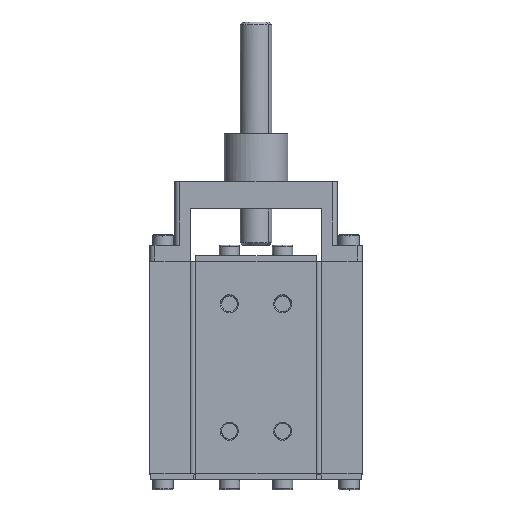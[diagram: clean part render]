
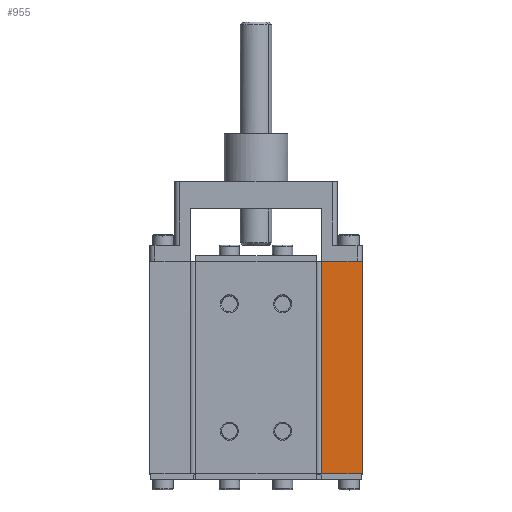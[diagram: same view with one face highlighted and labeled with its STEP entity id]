
A CAD part, top view. The second image highlights one B-rep face of the part: STEP entity #955.
In plain terms, the highlighted free-form (B-spline) face has degree [1, 1] with [2, 2] control points.
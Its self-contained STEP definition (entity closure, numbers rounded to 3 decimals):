
#255=B_SPLINE_SURFACE_WITH_KNOTS('',1,1,((#25029,#25030),(#25031,#25032)),
 .UNSPECIFIED.,.F.,.F.,.F.,(2,2),(2,2),(12.73,14.77),(31.41,40.89),
 .UNSPECIFIED.);
#277=B_SPLINE_SURFACE_WITH_KNOTS('',1,1,((#25117,#25118),(#25119,#25120)),
 .UNSPECIFIED.,.F.,.F.,.F.,(2,2),(2,2),(-16.07,1.57),(-44.12,4.12),
 .UNSPECIFIED.);
#298=B_SPLINE_SURFACE_WITH_KNOTS('',1,1,((#26265,#26266),(#26267,#26268)),
 .UNSPECIFIED.,.F.,.F.,.F.,(2,2),(2,2),(-5.12,55.12),(-10.87,4.37),
 .UNSPECIFIED.);
#300=B_SPLINE_SURFACE_WITH_KNOTS('',1,1,((#26273,#26274),(#26275,#26276)),
 .UNSPECIFIED.,.F.,.F.,.F.,(2,2),(2,2),(11.41,20.89),(-24.12,24.12),
 .UNSPECIFIED.);
#301=B_SPLINE_SURFACE_WITH_KNOTS('',1,1,((#26277,#26278),(#26279,#26280)),
 .UNSPECIFIED.,.F.,.F.,.F.,(2,2),(2,2),(-16.07,1.57),(-44.42,7.42),
 .UNSPECIFIED.);
#955=ADVANCED_FACE('',(#1437),#300,.T.);
#1437=FACE_OUTER_BOUND('',#1953,.T.);
#1953=EDGE_LOOP('',(#3923,#3924,#3925,#3926));
#3923=ORIENTED_EDGE('',*,*,#14823,.F.);
#3924=ORIENTED_EDGE('',*,*,#14582,.F.);
#3925=ORIENTED_EDGE('',*,*,#14825,.T.);
#3926=ORIENTED_EDGE('',*,*,#14497,.F.);
#5859=PCURVE('',#255,#8369);
#5979=PCURVE('',#277,#8489);
#6392=PCURVE('',#298,#8902);
#6433=PCURVE('',#300,#8943);
#6434=PCURVE('',#300,#8944);
#6435=PCURVE('',#300,#8945);
#6436=PCURVE('',#300,#8946);
#6437=PCURVE('',#301,#8947);
#8369=DEFINITIONAL_REPRESENTATION('',(#11001),#35877);
#8489=DEFINITIONAL_REPRESENTATION('',(#11159),#35877);
#8902=DEFINITIONAL_REPRESENTATION('',(#11674),#35877);
#8943=DEFINITIONAL_REPRESENTATION('',(#11696),#35877);
#8944=DEFINITIONAL_REPRESENTATION('',(#11697),#35877);
#8945=DEFINITIONAL_REPRESENTATION('',(#11699),#35877);
#8946=DEFINITIONAL_REPRESENTATION('',(#11700),#35877);
#8947=DEFINITIONAL_REPRESENTATION('',(#11701),#35877);
#11000=B_SPLINE_CURVE_WITH_KNOTS('',1,(#30339,#30340),.UNSPECIFIED.,.F.,
 .F.,(2,2),(0.,7.7),.UNSPECIFIED.);
#11001=B_SPLINE_CURVE_WITH_KNOTS('',1,(#30341,#30342),.UNSPECIFIED.,.F.,
 .F.,(2,2),(0.,7.7),.UNSPECIFIED.);
#11158=B_SPLINE_CURVE_WITH_KNOTS('',1,(#30842,#30843),.UNSPECIFIED.,.F.,
 .F.,(2,2),(0.,7.7),.UNSPECIFIED.);
#11159=B_SPLINE_CURVE_WITH_KNOTS('',1,(#30844,#30845),.UNSPECIFIED.,.F.,
 .F.,(2,2),(0.,7.7),.UNSPECIFIED.);
#11673=B_SPLINE_CURVE_WITH_KNOTS('',1,(#32833,#32834),.UNSPECIFIED.,.F.,
 .F.,(2,2),(-40.,0.),.UNSPECIFIED.);
#11674=B_SPLINE_CURVE_WITH_KNOTS('',1,(#32835,#32836),.UNSPECIFIED.,.F.,
 .F.,(2,2),(-40.,0.),.UNSPECIFIED.);
#11696=B_SPLINE_CURVE_WITH_KNOTS('',1,(#32979,#32980),.UNSPECIFIED.,.F.,
 .F.,(2,2),(-40.,0.),.UNSPECIFIED.);
#11697=B_SPLINE_CURVE_WITH_KNOTS('',1,(#32981,#32982),.UNSPECIFIED.,.F.,
 .F.,(2,2),(0.,7.7),.UNSPECIFIED.);
#11698=B_SPLINE_CURVE_WITH_KNOTS('',1,(#32983,#32984),.UNSPECIFIED.,.F.,
 .F.,(2,2),(-40.,0.),.UNSPECIFIED.);
#11699=B_SPLINE_CURVE_WITH_KNOTS('',1,(#32985,#32986),.UNSPECIFIED.,.F.,
 .F.,(2,2),(-40.,0.),.UNSPECIFIED.);
#11700=B_SPLINE_CURVE_WITH_KNOTS('',1,(#32987,#32988),.UNSPECIFIED.,.F.,
 .F.,(2,2),(0.,7.7),.UNSPECIFIED.);
#11701=B_SPLINE_CURVE_WITH_KNOTS('',1,(#32989,#32990),.UNSPECIFIED.,.F.,
 .F.,(2,2),(-40.,0.),.UNSPECIFIED.);
#13167=SURFACE_CURVE('',#11000,(#5859,#6436),.PCURVE_S1.);
#13252=SURFACE_CURVE('',#11158,(#5979,#6434),.PCURVE_S1.);
#13493=SURFACE_CURVE('',#11673,(#6392,#6433),.PCURVE_S1.);
#13495=SURFACE_CURVE('',#11698,(#6435,#6437),.PCURVE_S1.);
#14497=EDGE_CURVE('',#16629,#16630,#13167,.T.);
#14582=EDGE_CURVE('',#16693,#16694,#13252,.T.);
#14823=EDGE_CURVE('',#16694,#16629,#13493,.T.);
#14825=EDGE_CURVE('',#16693,#16630,#13495,.T.);
#16629=VERTEX_POINT('',#27854);
#16630=VERTEX_POINT('',#27855);
#16693=VERTEX_POINT('',#27918);
#16694=VERTEX_POINT('',#27919);
#25029=CARTESIAN_POINT('',(22.71,40.,7.23));
#25030=CARTESIAN_POINT('',(32.19,40.,7.23));
#25031=CARTESIAN_POINT('',(22.71,40.,9.27));
#25032=CARTESIAN_POINT('',(32.19,40.,9.27));
#25117=CARTESIAN_POINT('',(-12.82,0.,10.57));
#25118=CARTESIAN_POINT('',(35.42,0.,10.57));
#25119=CARTESIAN_POINT('',(-12.82,0.,-7.07));
#25120=CARTESIAN_POINT('',(35.42,0.,-7.07));
#26265=CARTESIAN_POINT('',(23.6,-5.12,10.37));
#26266=CARTESIAN_POINT('',(23.6,-5.12,-4.87));
#26267=CARTESIAN_POINT('',(23.6,55.12,10.37));
#26268=CARTESIAN_POINT('',(23.6,55.12,-4.87));
#26273=CARTESIAN_POINT('',(22.71,-4.12,9.));
#26274=CARTESIAN_POINT('',(22.71,44.12,9.));
#26275=CARTESIAN_POINT('',(32.19,-4.12,9.));
#26276=CARTESIAN_POINT('',(32.19,44.12,9.));
#26277=CARTESIAN_POINT('',(31.3,-4.42,10.57));
#26278=CARTESIAN_POINT('',(31.3,47.42,10.57));
#26279=CARTESIAN_POINT('',(31.3,-4.42,-7.07));
#26280=CARTESIAN_POINT('',(31.3,47.42,-7.07));
#27854=CARTESIAN_POINT('',(23.6,40.,9.));
#27855=CARTESIAN_POINT('',(31.3,40.,9.));
#27918=CARTESIAN_POINT('',(31.3,0.,9.));
#27919=CARTESIAN_POINT('',(23.6,0.,9.));
#30339=CARTESIAN_POINT('',(23.6,40.,9.));
#30340=CARTESIAN_POINT('',(31.3,40.,9.));
#30341=CARTESIAN_POINT('',(14.5,32.3));
#30342=CARTESIAN_POINT('',(14.5,40.));
#30842=CARTESIAN_POINT('',(31.3,0.,9.));
#30843=CARTESIAN_POINT('',(23.6,0.,9.));
#30844=CARTESIAN_POINT('',(-14.5,0.));
#30845=CARTESIAN_POINT('',(-14.5,-7.7));
#32833=CARTESIAN_POINT('',(23.6,0.,9.));
#32834=CARTESIAN_POINT('',(23.6,40.,9.));
#32835=CARTESIAN_POINT('',(0.,-9.5));
#32836=CARTESIAN_POINT('',(40.,-9.5));
#32979=CARTESIAN_POINT('',(12.3,-20.));
#32980=CARTESIAN_POINT('',(12.3,20.));
#32981=CARTESIAN_POINT('',(20.,-20.));
#32982=CARTESIAN_POINT('',(12.3,-20.));
#32983=CARTESIAN_POINT('',(31.3,0.,9.));
#32984=CARTESIAN_POINT('',(31.3,40.,9.));
#32985=CARTESIAN_POINT('',(20.,-20.));
#32986=CARTESIAN_POINT('',(20.,20.));
#32987=CARTESIAN_POINT('',(12.3,20.));
#32988=CARTESIAN_POINT('',(20.,20.));
#32989=CARTESIAN_POINT('',(-14.5,-40.));
#32990=CARTESIAN_POINT('',(-14.5,0.));
#35877=(
GEOMETRIC_REPRESENTATION_CONTEXT(2)
PARAMETRIC_REPRESENTATION_CONTEXT()
REPRESENTATION_CONTEXT('pspace','')
);
